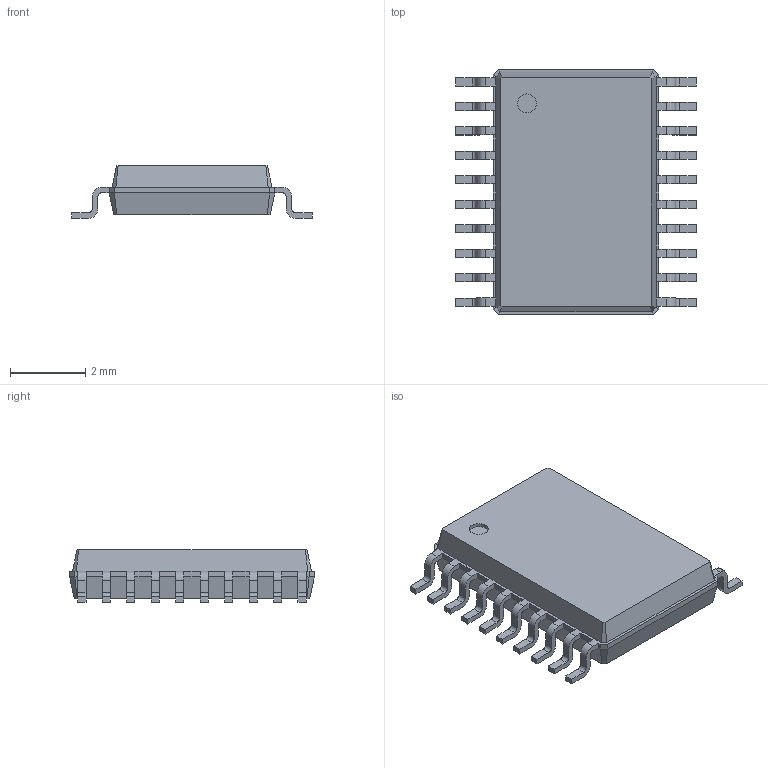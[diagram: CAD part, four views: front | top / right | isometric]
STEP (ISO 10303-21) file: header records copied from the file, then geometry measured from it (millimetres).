
FILE_DESCRIPTION(/* description */ ('model of SSOP-20_4.4x6.5mm_Pitch0.65mm'),/* implementation_level */ '2;1');
FILE_NAME(/* name */ 'SSOP-20_4.4x6.5mm_Pitch0.65mm.step',/* time_stamp */ '2017-06-21T16:34:45',/* author */ ('kicad StepUp','ksu'),/* organization */ ('FreeCAD'),/* preprocessor_version */ 'OCC',/* originating_system */ 'kicad StepUp',/* authorisation */ '');
FILE_SCHEMA(('AUTOMOTIVE_DESIGN_CC2 { 1 2 10303 214 -1 1 5 4 }'));
Length unit declared in the file: millimetre
Products named in the file (1): SSOP_20_44x65mm_Pitch065mm
Bounding box: 6.4 x 6.5 x 1.4 mm (x, y, z)
Volume: 35.7 mm3; surface area: 102.4 mm2
Topology: 1 solids, 1 shells, 336 faces, 895 edges, 562 vertices
Faces by surface type: plane 211, cylinder 81, bspline 44
Full cylindrical faces by diameter (mm): 0.5 x1
Entity records: 12583 total; most frequent: CARTESIAN_POINT 1958, ORIENTED_EDGE 1790, DIRECTION 1611, EDGE_CURVE 895, LINE 701, VECTOR 701, VERTEX_POINT 562, AXIS2_PLACEMENT_3D 455
